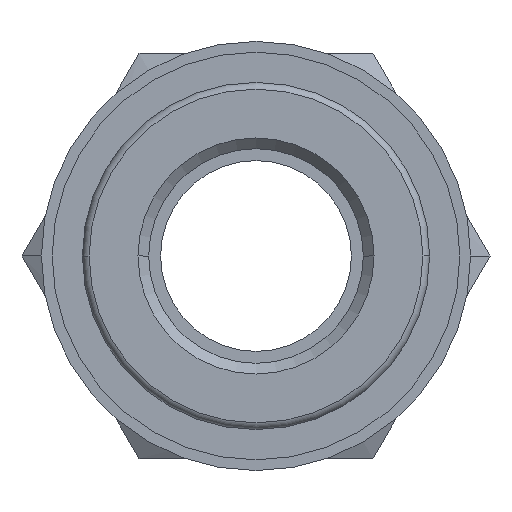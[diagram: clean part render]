
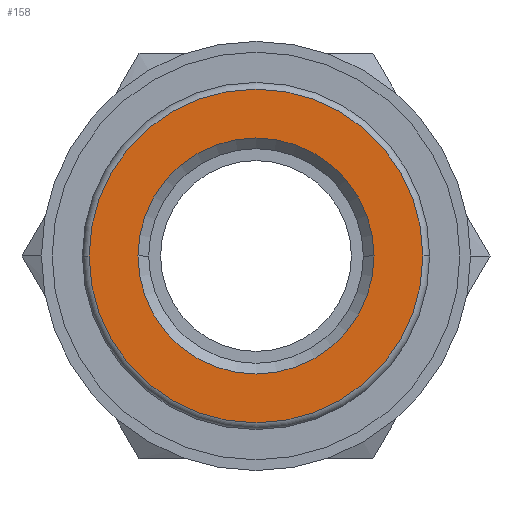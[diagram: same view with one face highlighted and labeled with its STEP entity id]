
A CAD part, front view. The second image highlights one B-rep face of the part: STEP entity #158.
In plain terms, the highlighted planar face has unit normal (0, -1, 0).
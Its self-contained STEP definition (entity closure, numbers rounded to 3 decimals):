
#158=ADVANCED_FACE('',(#338,#339),#340,.T.);
#338=FACE_BOUND('',#541,.T.);
#339=FACE_OUTER_BOUND('',#542,.T.);
#340=PLANE('',#543);
#541=EDGE_LOOP('',(#908,#909));
#542=EDGE_LOOP('',(#910,#911));
#543=AXIS2_PLACEMENT_3D('',#912,#913,#914);
#908=ORIENTED_EDGE('',*,*,#1239,.T.);
#909=ORIENTED_EDGE('',*,*,#1179,.T.);
#910=ORIENTED_EDGE('',*,*,#1251,.T.);
#911=ORIENTED_EDGE('',*,*,#1269,.T.);
#912=CARTESIAN_POINT('',(0.0,0.0,0.0));
#913=DIRECTION('',(0.0,-1.0,0.0));
#914=DIRECTION('',(-1.0,0.0,0.0));
#1179=EDGE_CURVE('',#1398,#1402,#1404,.T.);
#1239=EDGE_CURVE('',#1402,#1398,#1492,.T.);
#1251=EDGE_CURVE('',#1503,#1506,#1508,.T.);
#1269=EDGE_CURVE('',#1506,#1503,#1528,.T.);
#1398=VERTEX_POINT('',#1761);
#1402=VERTEX_POINT('',#1766);
#1404=CIRCLE('',#1769,4.95);
#1492=CIRCLE('',#1933,4.95);
#1503=VERTEX_POINT('',#1977);
#1506=VERTEX_POINT('',#1981);
#1508=CIRCLE('',#1984,7.0);
#1528=CIRCLE('',#2040,7.0);
#1761=CARTESIAN_POINT('',(4.95,0.0,0.));
#1766=CARTESIAN_POINT('',(-4.95,0.0,0.));
#1769=AXIS2_PLACEMENT_3D('',#2220,#2221,#2222);
#1933=AXIS2_PLACEMENT_3D('',#2314,#2315,#2316);
#1977=CARTESIAN_POINT('',(7.0,0.0,0.0));
#1981=CARTESIAN_POINT('',(-7.0,0.0,0.));
#1984=AXIS2_PLACEMENT_3D('',#2328,#2329,#2330);
#2040=AXIS2_PLACEMENT_3D('',#2346,#2347,#2348);
#2220=CARTESIAN_POINT('',(0.0,0.0,0.0));
#2221=DIRECTION('',(-0.0,1.0,0.0));
#2222=DIRECTION('',(1.0,0.0,0.0));
#2314=CARTESIAN_POINT('',(0.0,0.0,0.0));
#2315=DIRECTION('',(-0.0,1.0,0.0));
#2316=DIRECTION('',(1.0,0.0,0.0));
#2328=CARTESIAN_POINT('',(0.0,0.0,0.0));
#2329=DIRECTION('',(0.0,-1.0,0.0));
#2330=DIRECTION('',(1.0,0.0,0.0));
#2346=CARTESIAN_POINT('',(0.0,0.0,0.0));
#2347=DIRECTION('',(0.0,-1.0,0.0));
#2348=DIRECTION('',(1.0,0.0,0.0));
